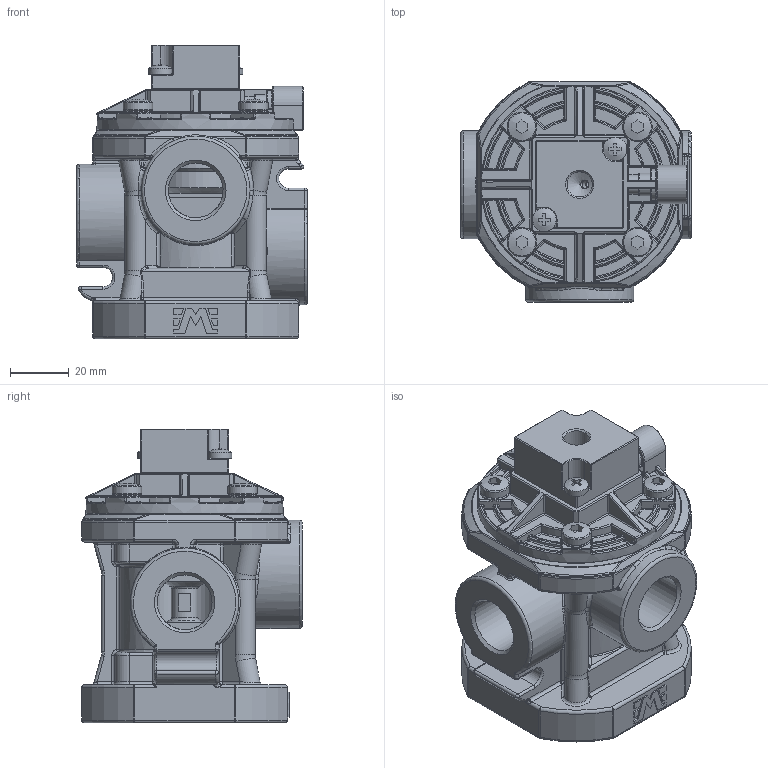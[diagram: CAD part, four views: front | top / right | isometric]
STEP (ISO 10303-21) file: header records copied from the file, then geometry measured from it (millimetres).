
FILE_DESCRIPTION(/* description */ ('Unknown'),/* implementation_level */ '2;1');
FILE_NAME(/* name */ '-MF-G3081S',/* time_stamp */ '2019-05-30T16:04:11+02:00',/* author */ ('Unknown'),/* organization */ ('Unknown'),/* preprocessor_version */ 'ST-DEVELOPER v16.7',/* originating_system */ 'DEX',/* authorisation */ $);
FILE_SCHEMA (('AUTOMOTIVE_DESIGN {1 0 10303 214 3 1 1}'));
Products named in the file (1): Parte1
Bounding box: 78.5 x 75 x 99.9 mm (x, y, z)
Volume: 237569.2 mm3; surface area: 80813.7 mm2
Topology: 1 solids, 1 shells, 1897 faces, 4559 edges, 2594 vertices
Faces by surface type: cylinder 625, plane 457, torus 303, bspline 282, sphere 118, cone 112
Full cylindrical faces by diameter (mm): 2.5 x4, 3 x1, 4 x1, 4.2 x1, 5 x4, 5.2 x4, 5.5 x4, 6.4 x3, 7 x1, 7.8 x1, 8 x1, 8.1 x2, 8.5 x1, 8.566 x1, 8.7 x1, 9 x1, 10 x13, 10.5 x4, 12 x1, 14.8 x1, 16 x1, 16.5 x2, 18.631 x3, 22 x1, 27 x2, 27.2 x1, 30 x1, 31.5 x1, 32 x1, 32.8 x1
Entity records: 69087 total; most frequent: CARTESIAN_POINT 15263, DIRECTION 8569, ORIENTED_EDGE 8268, EDGE_CURVE 4134, AXIS2_PLACEMENT_3D 3583, VERTEX_POINT 2520, FACE_BOUND 2196, EDGE_LOOP 2192
